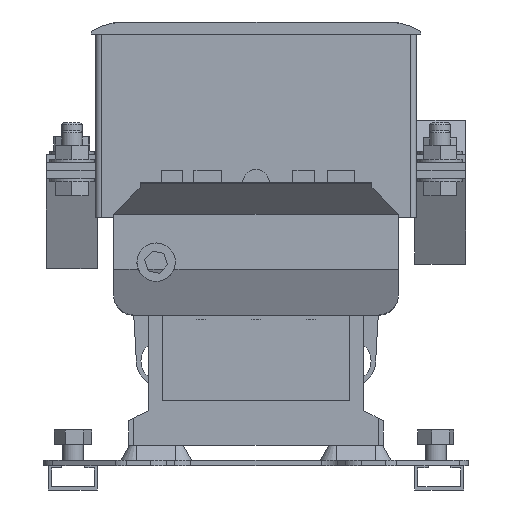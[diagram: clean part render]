
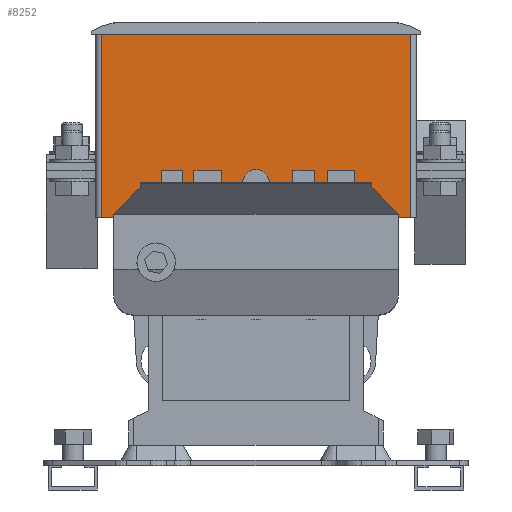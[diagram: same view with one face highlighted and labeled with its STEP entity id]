
A CAD part, front view. The second image highlights one B-rep face of the part: STEP entity #8252.
In plain terms, the highlighted planar face has unit normal (0, -1, 0).
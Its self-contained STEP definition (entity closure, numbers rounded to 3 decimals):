
#132 = CARTESIAN_POINT ( 'NONE',  ( 70., -280., 74. ) ) ;
#628 = VERTEX_POINT ( 'NONE', #3727 ) ;
#682 = ORIENTED_EDGE ( 'NONE', *, *, #35348, .F. ) ;
#1937 = DIRECTION ( 'NONE',  ( 0., 0., -1. ) ) ;
#2439 = VECTOR ( 'NONE', #35896, 1000. ) ;
#2520 = VECTOR ( 'NONE', #6113, 1000. ) ;
#2771 = CARTESIAN_POINT ( 'NONE',  ( 57., -280., 136.5 ) ) ;
#2814 = CARTESIAN_POINT ( 'NONE',  ( -57., -280., 139. ) ) ;
#3177 = VECTOR ( 'NONE', #4608, 1000. ) ;
#3325 = ORIENTED_EDGE ( 'NONE', *, *, #42348, .F. ) ;
#3727 = CARTESIAN_POINT ( 'NONE',  ( -76., -280., 122. ) ) ;
#4327 = DIRECTION ( 'NONE',  ( -1., 0., 0. ) ) ;
#4415 = EDGE_CURVE ( 'NONE', #6257, #13896, #31546, .T. ) ;
#4608 = DIRECTION ( 'NONE',  ( 0., 0., 1. ) ) ;
#5043 = EDGE_CURVE ( 'NONE', #28681, #6257, #9867, .T. ) ;
#5138 = LINE ( 'NONE', #35002, #23973 ) ;
#5375 = CARTESIAN_POINT ( 'NONE',  ( -70., -280., 123.5 ) ) ;
#5933 = ORIENTED_EDGE ( 'NONE', *, *, #12034, .F. ) ;
#6113 = DIRECTION ( 'NONE',  ( -0.707, 0., 0.707 ) ) ;
#6255 = CARTESIAN_POINT ( 'NONE',  ( 0., -280., 139. ) ) ;
#6257 = VERTEX_POINT ( 'NONE', #17184 ) ;
#6368 = DIRECTION ( 'NONE',  ( 0., 0., 1. ) ) ;
#6763 = CARTESIAN_POINT ( 'NONE',  ( 6.519, -280., 139. ) ) ;
#6880 = LINE ( 'NONE', #11442, #18883 ) ;
#7159 = LINE ( 'NONE', #24068, #32825 ) ;
#7684 = VECTOR ( 'NONE', #4327, 1000. ) ;
#7807 = CARTESIAN_POINT ( 'NONE',  ( -57., -280., 136.5 ) ) ;
#8228 = DIRECTION ( 'NONE',  ( -1., 0., 0. ) ) ;
#8252 = ADVANCED_FACE ( 'NONE', ( #34719 ), #28807, .F. ) ;
#8256 = CARTESIAN_POINT ( 'NONE',  ( 79., -280., 212. ) ) ;
#8459 = EDGE_CURVE ( 'NONE', #13896, #38013, #14309, .T. ) ;
#8576 = CARTESIAN_POINT ( 'NONE',  ( 0., -280., 139. ) ) ;
#8875 = CARTESIAN_POINT ( 'NONE',  ( -76., -280., 212. ) ) ;
#8918 = LINE ( 'NONE', #7807, #15735 ) ;
#8965 = EDGE_CURVE ( 'NONE', #24018, #38013, #39509, .T. ) ;
#9441 = DIRECTION ( 'NONE',  ( 1., 0., 0. ) ) ;
#9867 = LINE ( 'NONE', #40365, #40322 ) ;
#11442 = CARTESIAN_POINT ( 'NONE',  ( 79., -280., 122. ) ) ;
#12034 = EDGE_CURVE ( 'NONE', #12638, #24018, #28144, .T. ) ;
#12383 = EDGE_CURVE ( 'NONE', #17445, #15487, #22884, .T. ) ;
#12638 = VERTEX_POINT ( 'NONE', #22929 ) ;
#12931 = EDGE_CURVE ( 'NONE', #25327, #628, #7159, .T. ) ;
#13896 = VERTEX_POINT ( 'NONE', #6763 ) ;
#14309 = LINE ( 'NONE', #6255, #34226 ) ;
#14869 = DIRECTION ( 'NONE',  ( 0., 1., 0. ) ) ;
#14987 = VERTEX_POINT ( 'NONE', #23566 ) ;
#15487 = VERTEX_POINT ( 'NONE', #8875 ) ;
#15735 = VECTOR ( 'NONE', #37591, 1000. ) ;
#16233 = CARTESIAN_POINT ( 'NONE',  ( -70., -280., 139. ) ) ;
#16906 = CARTESIAN_POINT ( 'NONE',  ( 70., -280., 122. ) ) ;
#17184 = CARTESIAN_POINT ( 'NONE',  ( -6.519, -280., 139. ) ) ;
#17445 = VERTEX_POINT ( 'NONE', #33836 ) ;
#18044 = CARTESIAN_POINT ( 'NONE',  ( -57., -280., 136.5 ) ) ;
#18647 = DIRECTION ( 'NONE',  ( -1., 0., 0. ) ) ;
#18883 = VECTOR ( 'NONE', #8228, 1000. ) ;
#19504 = ORIENTED_EDGE ( 'NONE', *, *, #21403, .T. ) ;
#19724 = ORIENTED_EDGE ( 'NONE', *, *, #41400, .T. ) ;
#21095 = CARTESIAN_POINT ( 'NONE',  ( -76., -280., 212. ) ) ;
#21403 = EDGE_CURVE ( 'NONE', #12638, #43137, #38994, .T. ) ;
#22455 = LINE ( 'NONE', #18044, #38225 ) ;
#22695 = EDGE_CURVE ( 'NONE', #14987, #43137, #6880, .T. ) ;
#22884 = LINE ( 'NONE', #8256, #7684 ) ;
#22929 = CARTESIAN_POINT ( 'NONE',  ( 70., -280., 123.5 ) ) ;
#23566 = CARTESIAN_POINT ( 'NONE',  ( 76., -280., 122. ) ) ;
#23973 = VECTOR ( 'NONE', #1937, 1000. ) ;
#23993 = ORIENTED_EDGE ( 'NONE', *, *, #32532, .F. ) ;
#24018 = VERTEX_POINT ( 'NONE', #31423 ) ;
#24068 = CARTESIAN_POINT ( 'NONE',  ( 79., -280., 122. ) ) ;
#24498 = DIRECTION ( 'NONE',  ( -1., 0., 0. ) ) ;
#24777 = VECTOR ( 'NONE', #28539, 1000. ) ;
#25327 = VERTEX_POINT ( 'NONE', #32485 ) ;
#25825 = VERTEX_POINT ( 'NONE', #5375 ) ;
#26063 = EDGE_LOOP ( 'NONE', ( #27251, #28847, #30701, #5933, #19504, #34918, #23993, #33055, #26357, #37399, #19724, #682, #3325, #26537 ) ) ;
#26357 = ORIENTED_EDGE ( 'NONE', *, *, #31336, .F. ) ;
#26537 = ORIENTED_EDGE ( 'NONE', *, *, #5043, .T. ) ;
#27251 = ORIENTED_EDGE ( 'NONE', *, *, #4415, .T. ) ;
#28077 = CARTESIAN_POINT ( 'NONE',  ( 57., -280., 139. ) ) ;
#28144 = LINE ( 'NONE', #2771, #2520 ) ;
#28539 = DIRECTION ( 'NONE',  ( 0., 0., -1. ) ) ;
#28681 = VERTEX_POINT ( 'NONE', #2814 ) ;
#28807 = PLANE ( 'NONE',  #37675 ) ;
#28847 = ORIENTED_EDGE ( 'NONE', *, *, #8459, .T. ) ;
#29884 = LINE ( 'NONE', #21095, #3177 ) ;
#30435 = CARTESIAN_POINT ( 'NONE',  ( -57., -280., 136.5 ) ) ;
#30576 = VECTOR ( 'NONE', #6368, 1000. ) ;
#30701 = ORIENTED_EDGE ( 'NONE', *, *, #8965, .F. ) ;
#31336 = EDGE_CURVE ( 'NONE', #628, #15487, #29884, .T. ) ;
#31423 = CARTESIAN_POINT ( 'NONE',  ( 57., -280., 136.5 ) ) ;
#31546 = CIRCLE ( 'NONE', #41802, 6.519 ) ;
#32160 = CARTESIAN_POINT ( 'NONE',  ( 79., -280., 212. ) ) ;
#32485 = CARTESIAN_POINT ( 'NONE',  ( -70., -280., 122. ) ) ;
#32532 = EDGE_CURVE ( 'NONE', #17445, #14987, #5138, .T. ) ;
#32825 = VECTOR ( 'NONE', #24498, 1000. ) ;
#33055 = ORIENTED_EDGE ( 'NONE', *, *, #12383, .T. ) ;
#33836 = CARTESIAN_POINT ( 'NONE',  ( 76., -280., 212. ) ) ;
#34226 = VECTOR ( 'NONE', #9441, 1000. ) ;
#34498 = DIRECTION ( 'NONE',  ( -0.707, 0., -0.707 ) ) ;
#34719 = FACE_OUTER_BOUND ( 'NONE', #26063, .T. ) ;
#34918 = ORIENTED_EDGE ( 'NONE', *, *, #22695, .F. ) ;
#35002 = CARTESIAN_POINT ( 'NONE',  ( 76., -280., 212. ) ) ;
#35348 = EDGE_CURVE ( 'NONE', #36240, #25825, #22455, .T. ) ;
#35706 = DIRECTION ( 'NONE',  ( 0., 1., 0. ) ) ;
#35896 = DIRECTION ( 'NONE',  ( 0., 0., 1. ) ) ;
#36240 = VERTEX_POINT ( 'NONE', #30435 ) ;
#36546 = DIRECTION ( 'NONE',  ( 1., 0., 0. ) ) ;
#37399 = ORIENTED_EDGE ( 'NONE', *, *, #12931, .F. ) ;
#37591 = DIRECTION ( 'NONE',  ( 0., 0., -1. ) ) ;
#37675 = AXIS2_PLACEMENT_3D ( 'NONE', #32160, #35706, #42181 ) ;
#38013 = VERTEX_POINT ( 'NONE', #28077 ) ;
#38225 = VECTOR ( 'NONE', #34498, 1000. ) ;
#38994 = LINE ( 'NONE', #132, #24777 ) ;
#39509 = LINE ( 'NONE', #42999, #30576 ) ;
#40322 = VECTOR ( 'NONE', #36546, 1000. ) ;
#40365 = CARTESIAN_POINT ( 'NONE',  ( 0., -280., 139. ) ) ;
#41400 = EDGE_CURVE ( 'NONE', #25327, #25825, #41788, .T. ) ;
#41788 = LINE ( 'NONE', #16233, #2439 ) ;
#41802 = AXIS2_PLACEMENT_3D ( 'NONE', #8576, #14869, #18647 ) ;
#42181 = DIRECTION ( 'NONE',  ( 1., 0., 0. ) ) ;
#42348 = EDGE_CURVE ( 'NONE', #28681, #36240, #8918, .T. ) ;
#42999 = CARTESIAN_POINT ( 'NONE',  ( 57., -280., 139. ) ) ;
#43137 = VERTEX_POINT ( 'NONE', #16906 ) ;
